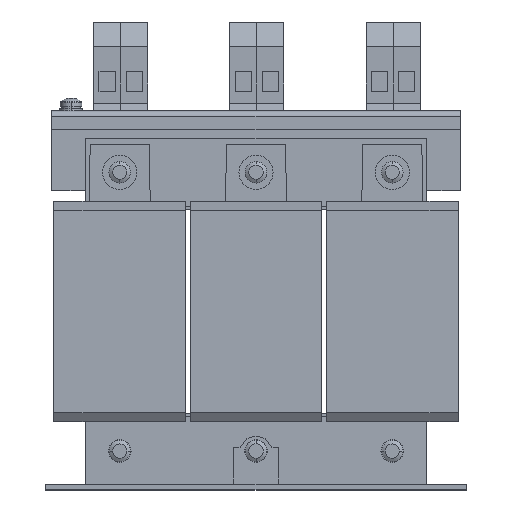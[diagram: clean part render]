
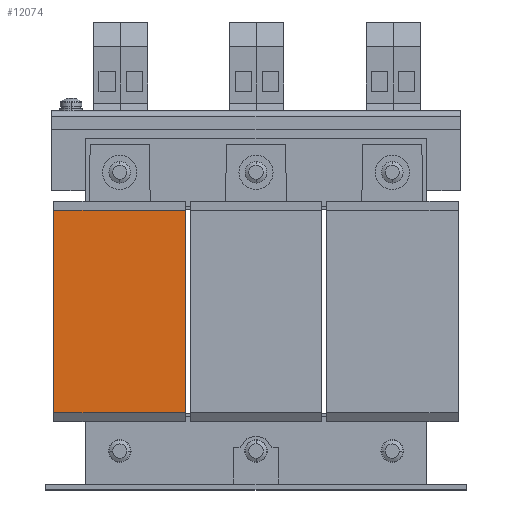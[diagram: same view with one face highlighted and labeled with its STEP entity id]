
A CAD part, top view. The second image highlights one B-rep face of the part: STEP entity #12074.
In plain terms, the highlighted planar face has unit normal (0, 0, 1).
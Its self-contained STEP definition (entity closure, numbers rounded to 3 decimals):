
#1166 = CARTESIAN_POINT ( 'NONE',  ( -31., -44.5, 43.45 ) ) ;
#1369 = ORIENTED_EDGE ( 'NONE', *, *, #18396, .T. ) ;
#2159 = VECTOR ( 'NONE', #5400, 1000. ) ;
#2201 = EDGE_LOOP ( 'NONE', ( #9450, #9055, #12202, #1369 ) ) ;
#2270 = EDGE_CURVE ( 'Defeature ausgef�hrt2_28+Defeature ausgef�hrt2_27+Defeature ausgef�hrt2_32+Defeature ausgef�hrt2_33', #9493, #5288, #11745, .T. ) ;
#2636 = CARTESIAN_POINT ( 'NONE',  ( -31., -44.5, 43.45 ) ) ;
#3579 = PLANE ( 'NONE',  #16201 ) ;
#3593 = CARTESIAN_POINT ( 'NONE',  ( -31., 44.5, 43.45 ) ) ;
#3816 = CARTESIAN_POINT ( 'NONE',  ( -31., 0., 43.45 ) ) ;
#4701 = CARTESIAN_POINT ( 'NONE',  ( -31., 44.5, 43.45 ) ) ;
#4749 = CARTESIAN_POINT ( 'NONE',  ( -89., -44.5, 43.45 ) ) ;
#5288 = VERTEX_POINT ( 'NONE', #4749 ) ;
#5400 = DIRECTION ( 'NONE',  ( -1., 0., 0. ) ) ;
#6094 = DIRECTION ( 'NONE',  ( -1., 0., 0. ) ) ;
#6468 = CARTESIAN_POINT ( 'NONE',  ( -31., 0., 43.45 ) ) ;
#7739 = DIRECTION ( 'NONE',  ( 0., 0., -1. ) ) ;
#8390 = VECTOR ( 'NONE', #18439, 1000. ) ;
#9055 = ORIENTED_EDGE ( 'NONE', *, *, #2270, .F. ) ;
#9272 = LINE ( 'NONE', #3816, #8390 ) ;
#9297 = EDGE_CURVE ( 'Defeature ausgef�hrt2_27+Defeature ausgef�hrt2_33+Defeature ausgef�hrt2_26+Defeature ausgef�hrt2_28', #17634, #5288, #10803, .T. ) ;
#9450 = ORIENTED_EDGE ( 'NONE', *, *, #9297, .T. ) ;
#9493 = VERTEX_POINT ( 'NONE', #2636 ) ;
#10803 = LINE ( 'NONE', #13739, #11060 ) ;
#11060 = VECTOR ( 'NONE', #13612, 1000. ) ;
#11405 = VECTOR ( 'NONE', #6094, 1000. ) ;
#11745 = LINE ( 'NONE', #1166, #2159 ) ;
#12074 = ADVANCED_FACE ( 'Defeature ausgef�hrt2_27', ( #14374 ), #3579, .F. ) ;
#12202 = ORIENTED_EDGE ( 'NONE', *, *, #12924, .F. ) ;
#12924 = EDGE_CURVE ( 'Defeature ausgef�hrt2_32+Defeature ausgef�hrt2_27+Defeature ausgef�hrt2_26+Defeature ausgef�hrt2_28', #14855, #9493, #9272, .T. ) ;
#13612 = DIRECTION ( 'NONE',  ( 0., -1., 0. ) ) ;
#13739 = CARTESIAN_POINT ( 'NONE',  ( -89., 0., 43.45 ) ) ;
#13887 = CARTESIAN_POINT ( 'NONE',  ( -89., 44.5, 43.45 ) ) ;
#14374 = FACE_OUTER_BOUND ( 'NONE', #2201, .T. ) ;
#14855 = VERTEX_POINT ( 'NONE', #3593 ) ;
#15056 = DIRECTION ( 'NONE',  ( 0., 1., 0. ) ) ;
#15244 = LINE ( 'NONE', #4701, #11405 ) ;
#16201 = AXIS2_PLACEMENT_3D ( 'NONE', #6468, #7739, #15056 ) ;
#17634 = VERTEX_POINT ( 'NONE', #13887 ) ;
#18396 = EDGE_CURVE ( 'Defeature ausgef�hrt2_27+Defeature ausgef�hrt2_26+Defeature ausgef�hrt2_32+Defeature ausgef�hrt2_33', #14855, #17634, #15244, .T. ) ;
#18439 = DIRECTION ( 'NONE',  ( 0., -1., 0. ) ) ;
